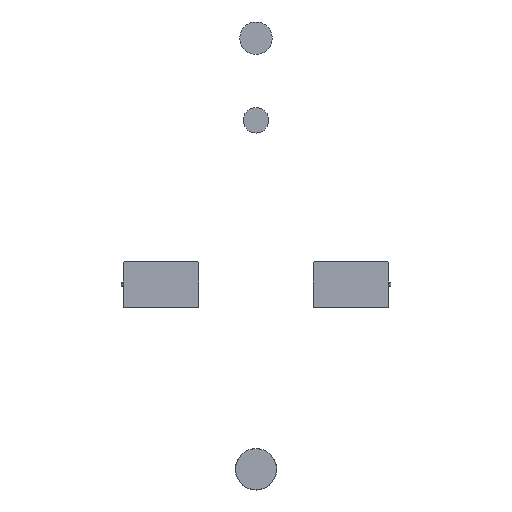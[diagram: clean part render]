
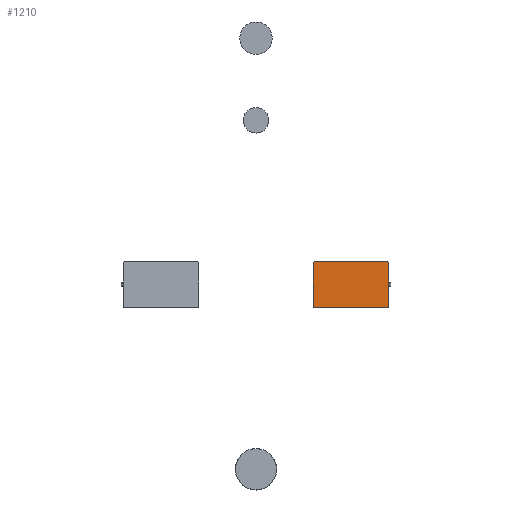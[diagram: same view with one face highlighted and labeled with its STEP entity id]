
A CAD part, front view. The second image highlights one B-rep face of the part: STEP entity #1210.
In plain terms, the highlighted planar face has unit normal (0, -1, 0).
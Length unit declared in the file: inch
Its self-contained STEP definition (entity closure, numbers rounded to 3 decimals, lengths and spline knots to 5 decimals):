
#28=DIRECTION('',(0.,0.,-1.));
#29=VECTOR('',#28,2.12);
#30=CARTESIAN_POINT('',(6.46,0.,1.06));
#31=LINE('',#30,#29);
#44=CARTESIAN_POINT('',(6.42,0.,-1.06));
#45=DIRECTION('',(0.,-1.,0.));
#46=DIRECTION('',(0.,0.,-1.));
#47=AXIS2_PLACEMENT_3D('',#44,#45,#46);
#84=DIRECTION('',(1.,0.,0.));
#85=VECTOR('',#84,3.58);
#86=CARTESIAN_POINT('',(2.84,0.,1.1));
#87=LINE('',#86,#85);
#100=CARTESIAN_POINT('',(2.84,0.,1.06));
#101=DIRECTION('',(0.,-1.,0.));
#102=DIRECTION('',(0.,0.,1.));
#103=AXIS2_PLACEMENT_3D('',#100,#101,#102);
#110=DIRECTION('',(0.,0.,1.));
#111=VECTOR('',#110,2.12);
#112=CARTESIAN_POINT('',(2.8,0.,-1.06));
#113=LINE('',#112,#111);
#126=CARTESIAN_POINT('',(2.84,0.,-1.06));
#127=DIRECTION('',(0.,-1.,0.));
#128=DIRECTION('',(-1.,0.,0.));
#129=AXIS2_PLACEMENT_3D('',#126,#127,#128);
#136=DIRECTION('',(-1.,0.,0.));
#137=VECTOR('',#136,3.58);
#138=CARTESIAN_POINT('',(6.42,0.,-1.1));
#139=LINE('',#138,#137);
#152=CARTESIAN_POINT('',(6.42,0.,1.06));
#153=DIRECTION('',(0.,-1.,0.));
#154=DIRECTION('',(1.,0.,0.));
#155=AXIS2_PLACEMENT_3D('',#152,#153,#154);
#1120=CARTESIAN_POINT('',(6.46,0.,1.06));
#1121=CARTESIAN_POINT('',(6.46,0.,-1.06));
#1122=VERTEX_POINT('',#1120);
#1123=VERTEX_POINT('',#1121);
#1124=CARTESIAN_POINT('',(6.42,0.,-1.1));
#1125=VERTEX_POINT('',#1124);
#1126=CARTESIAN_POINT('',(2.84,0.,-1.1));
#1127=VERTEX_POINT('',#1126);
#1128=CARTESIAN_POINT('',(2.8,0.,-1.06));
#1129=VERTEX_POINT('',#1128);
#1130=CARTESIAN_POINT('',(2.8,0.,1.06));
#1131=VERTEX_POINT('',#1130);
#1132=CARTESIAN_POINT('',(2.84,0.,1.1));
#1133=VERTEX_POINT('',#1132);
#1134=CARTESIAN_POINT('',(6.42,0.,1.1));
#1135=VERTEX_POINT('',#1134);
#1188=CARTESIAN_POINT('',(6.46,0.,0.));
#1189=DIRECTION('',(0.,1.,0.));
#1190=DIRECTION('',(1.,0.,0.));
#1191=AXIS2_PLACEMENT_3D('',#1188,#1189,#1190);
#1192=PLANE('',#1191);
#1193=ORIENTED_EDGE('',*,*,#1178,.T.);
#1195=ORIENTED_EDGE('',*,*,#1194,.F.);
#1197=ORIENTED_EDGE('',*,*,#1196,.T.);
#1199=ORIENTED_EDGE('',*,*,#1198,.F.);
#1201=ORIENTED_EDGE('',*,*,#1200,.T.);
#1203=ORIENTED_EDGE('',*,*,#1202,.F.);
#1205=ORIENTED_EDGE('',*,*,#1204,.T.);
#1207=ORIENTED_EDGE('',*,*,#1206,.F.);
#1208=EDGE_LOOP('',(#1193,#1195,#1197,#1199,#1201,#1203,#1205,#1207));
#1209=FACE_OUTER_BOUND('',#1208,.F.);
#1210=ADVANCED_FACE('',(#1209),#1192,.F.);
#48=CIRCLE('',#47,0.04);
#104=CIRCLE('',#103,0.04);
#130=CIRCLE('',#129,0.04);
#156=CIRCLE('',#155,0.04);
#1178=EDGE_CURVE('',#1122,#1123,#31,.T.);
#1194=EDGE_CURVE('',#1125,#1123,#48,.T.);
#1196=EDGE_CURVE('',#1125,#1127,#139,.T.);
#1198=EDGE_CURVE('',#1129,#1127,#130,.T.);
#1200=EDGE_CURVE('',#1129,#1131,#113,.T.);
#1202=EDGE_CURVE('',#1133,#1131,#104,.T.);
#1204=EDGE_CURVE('',#1133,#1135,#87,.T.);
#1206=EDGE_CURVE('',#1122,#1135,#156,.T.);
